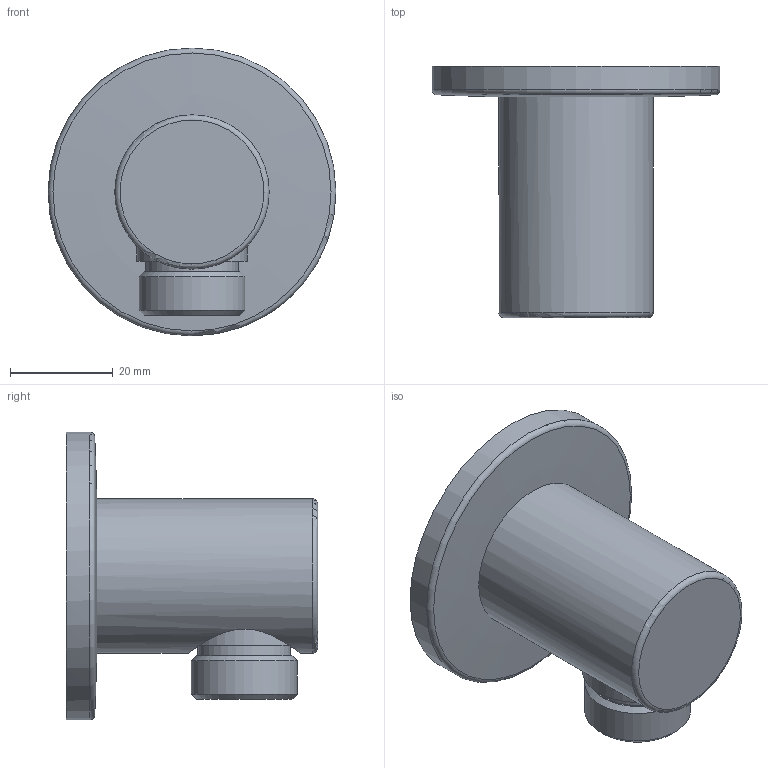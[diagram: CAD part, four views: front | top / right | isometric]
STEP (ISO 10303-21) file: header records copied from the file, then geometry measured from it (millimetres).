
FILE_DESCRIPTION(/* description */ (''),/* implementation_level */ '2;1');
FILE_NAME(/* name */ '3D_TVC000456000_Universal.step',/* time_stamp */ '2022-12-06T16:12:55+01:00',/* author */ (''),/* organization */ (''),/* preprocessor_version */ 'ST-DEVELOPER v19.2',/* originating_system */ 'Autodesk Translation Framework v11.17.0.187',/* authorisation */ '');
FILE_SCHEMA (('AUTOMOTIVE_DESIGN { 1 0 10303 214 3 1 1 }'));
Length unit declared in the file: millimetre
Products named in the file (5): (Nicht gespeichert); MP-SB000CP; STMB0292-XX; STCB00000-P1; STMB0001-P1
Assembly tree (4 placements, depth 2):
  (Nicht gespeichert)
    MP-SB000CP
    STMB0292-XX
    STCB00000-P1
    STMB0001-P1
Bounding box: 56 x 48.9 x 56 mm (x, y, z)
Volume: 47951.8 mm3; surface area: 13611.1 mm2
Topology: 3 solids, 3 shells, 26 faces, 50 edges, 33 vertices
Faces by surface type: plane 10, cylinder 8, cone 4, torus 3, bspline 1
Full cylindrical faces by diameter (mm): 18 x2, 20.6 x2, 21.5 x1, 21.8 x1, 30 x1, 56 x1
Entity records: 894 total; most frequent: CARTESIAN_POINT 195, DIRECTION 151, ORIENTED_EDGE 100, AXIS2_PLACEMENT_3D 69, EDGE_CURVE 50, CIRCLE 35, VERTEX_POINT 33, EDGE_LOOP 29
